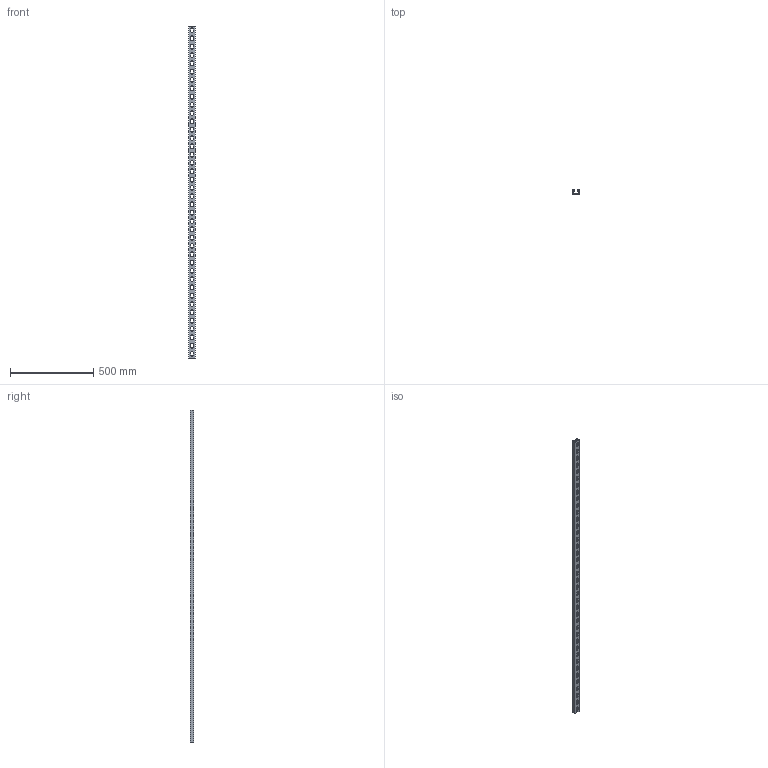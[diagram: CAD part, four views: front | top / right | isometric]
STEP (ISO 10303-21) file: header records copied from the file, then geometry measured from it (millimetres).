
FILE_DESCRIPTION (( 'STEP AP214' ), '1' );
FILE_NAME ('1121963.stp', '2017-12-12T08:02:56', ( '' ), ( '' ), 'SwSTEP 2.0', 'SolidWorks 2016', '' );
FILE_SCHEMA (( 'AUTOMOTIVE_DESIGN' ));
Length unit declared in the file: millimetre
Products named in the file (1): 1121963
Bounding box: 40 x 22.5 x 2000 mm (x, y, z)
Volume: 395701.4 mm3; surface area: 410112.7 mm2
Topology: 1 solids, 1 shells, 242 faces, 720 edges, 480 vertices
Faces by surface type: plane 122, cylinder 120
Entity records: 8378 total; most frequent: DIRECTION 1446, CARTESIAN_POINT 1443, ORIENTED_EDGE 1440, EDGE_CURVE 720, AXIS2_PLACEMENT_3D 483, LINE 480, VECTOR 480, VERTEX_POINT 480
